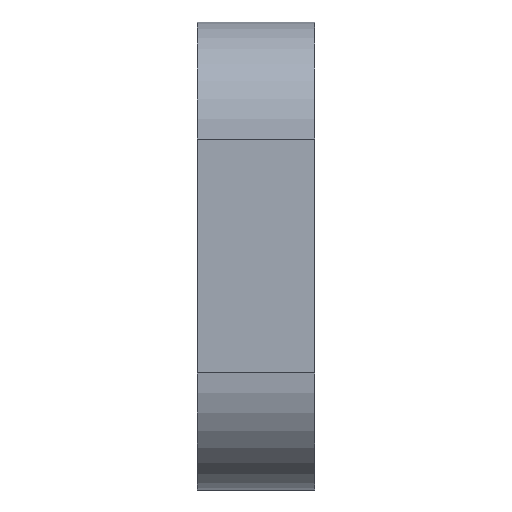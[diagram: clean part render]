
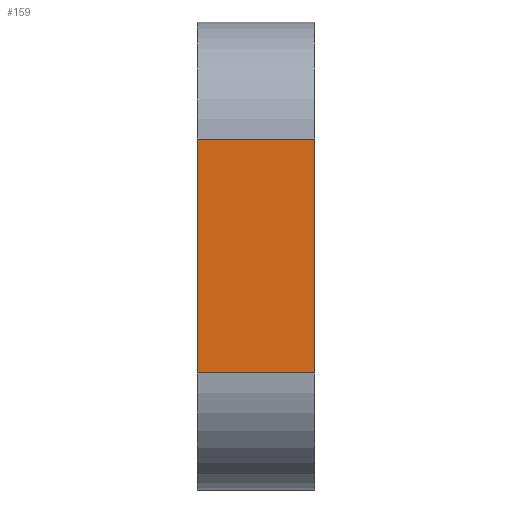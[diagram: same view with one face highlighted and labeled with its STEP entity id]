
A CAD part, left-side view. The second image highlights one B-rep face of the part: STEP entity #159.
In plain terms, the highlighted planar face has unit normal (-1, 0, 0).
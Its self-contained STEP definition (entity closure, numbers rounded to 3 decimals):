
#16 = CARTESIAN_POINT ( 'NONE',  ( -45., 0., -15. ) ) ;
#27 = CARTESIAN_POINT ( 'NONE',  ( -45., 0., 15. ) ) ;
#34 = CARTESIAN_POINT ( 'NONE',  ( -45., 15., -15. ) ) ;
#60 = CARTESIAN_POINT ( 'NONE',  ( -45., 15., 15. ) ) ;
#159 = ADVANCED_FACE ( 'NONE', ( #636 ), #637, .F. ) ;
#215 = EDGE_CURVE ( 'NONE', #844, #1073, #390, .T. ) ;
#218 = EDGE_CURVE ( 'NONE', #1073, #1069, #377, .T. ) ;
#219 = EDGE_CURVE ( 'NONE', #824, #1069, #374, .T. ) ;
#220 = EDGE_CURVE ( 'NONE', #844, #824, #383, .T. ) ;
#369 = DIRECTION ( 'NONE',  ( 0., 0., 1. ) ) ;
#370 = CARTESIAN_POINT ( 'NONE',  ( -45., 15., -15. ) ) ;
#371 = DIRECTION ( 'NONE',  ( 0., -1., 0. ) ) ;
#372 = CARTESIAN_POINT ( 'NONE',  ( -45., 15., 15. ) ) ;
#374 = LINE ( 'NONE', #372, #729 ) ;
#375 = DIRECTION ( 'NONE',  ( 0., 0., 1. ) ) ;
#376 = CARTESIAN_POINT ( 'NONE',  ( -45., 0., -15. ) ) ;
#377 = LINE ( 'NONE', #376, #730 ) ;
#383 = LINE ( 'NONE', #370, #732 ) ;
#385 = DIRECTION ( 'NONE',  ( 0., -1., 0. ) ) ;
#390 = LINE ( 'NONE', #392, #736 ) ;
#392 = CARTESIAN_POINT ( 'NONE',  ( -45., 15., -15. ) ) ;
#452 = DIRECTION ( 'NONE',  ( 0., 0., -1. ) ) ;
#459 = DIRECTION ( 'NONE',  ( 1., 0., 0. ) ) ;
#495 = CARTESIAN_POINT ( 'NONE',  ( -45., 15., -15. ) ) ;
#636 = FACE_OUTER_BOUND ( 'NONE', #1027, .T. ) ;
#637 = PLANE ( 'NONE',  #807 ) ;
#729 = VECTOR ( 'NONE', #371, 1000. ) ;
#730 = VECTOR ( 'NONE', #375, 1000. ) ;
#732 = VECTOR ( 'NONE', #369, 1000. ) ;
#736 = VECTOR ( 'NONE', #385, 1000. ) ;
#807 = AXIS2_PLACEMENT_3D ( 'NONE', #495, #459, #452 ) ;
#824 = VERTEX_POINT ( 'NONE', #60 ) ;
#844 = VERTEX_POINT ( 'NONE', #34 ) ;
#866 = ORIENTED_EDGE ( 'NONE', *, *, #219, .F. ) ;
#868 = ORIENTED_EDGE ( 'NONE', *, *, #218, .T. ) ;
#884 = ORIENTED_EDGE ( 'NONE', *, *, #215, .T. ) ;
#885 = ORIENTED_EDGE ( 'NONE', *, *, #220, .F. ) ;
#1027 = EDGE_LOOP ( 'NONE', ( #868, #866, #885, #884 ) ) ;
#1069 = VERTEX_POINT ( 'NONE', #27 ) ;
#1073 = VERTEX_POINT ( 'NONE', #16 ) ;
